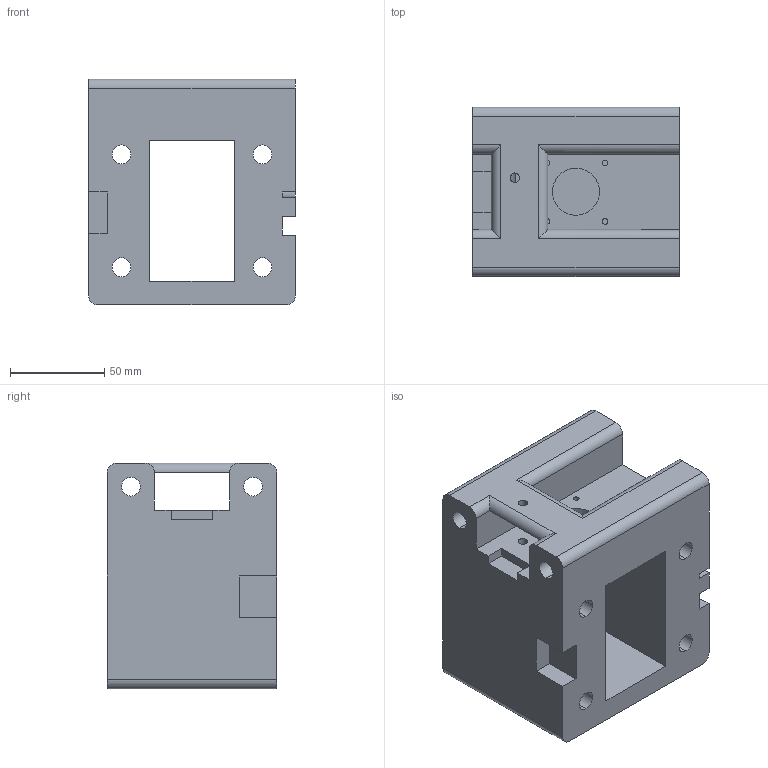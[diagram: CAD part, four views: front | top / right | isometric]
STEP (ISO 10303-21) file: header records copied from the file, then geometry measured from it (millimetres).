
FILE_DESCRIPTION (( 'STEP AP214' ), '1' );
FILE_NAME ('Part2.STEP', '2024-09-13T03:57:28', ( 'hp' ), ( 'HP' ), 'SwSTEP 2.0', 'SolidWorks 2024', '' );
FILE_SCHEMA (( 'AUTOMOTIVE_DESIGN' ));
Length unit declared in the file: millimetre
Products named in the file (1): Part2
Bounding box: 110 x 90 x 120 mm (x, y, z)
Volume: 685824.2 mm3; surface area: 112097.7 mm2
Topology: 1 solids, 1 shells, 99 faces, 269 edges, 178 vertices
Faces by surface type: cylinder 58, plane 41
Entity records: 3268 total; most frequent: CARTESIAN_POINT 589, DIRECTION 571, ORIENTED_EDGE 538, EDGE_CURVE 269, AXIS2_PLACEMENT_3D 208, VERTEX_POINT 178, VECTOR 155, LINE 155
